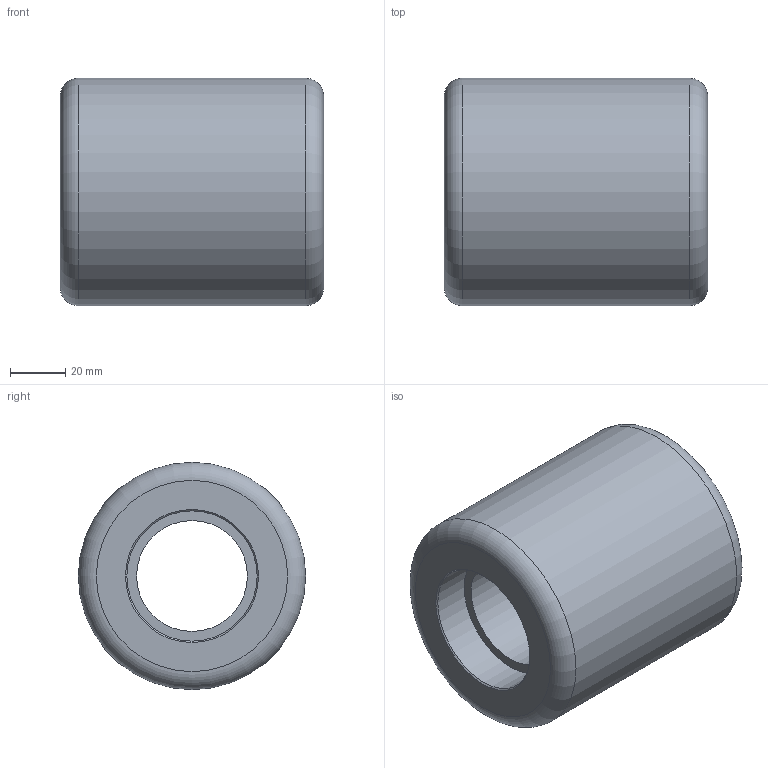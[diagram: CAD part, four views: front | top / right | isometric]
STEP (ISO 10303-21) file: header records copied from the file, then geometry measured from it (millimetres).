
FILE_DESCRIPTION (( 'STEP AP214' ), '1' );
FILE_NAME ('0017240_PAHU-082-95-KS47X14.step', '2018-02-16T12:15:12', ( '' ), ( '' ), 'SwSTEP 2.0', 'SolidWorks 2018', '' );
FILE_SCHEMA (( 'AUTOMOTIVE_DESIGN' ));
Length unit declared in the file: millimetre
Products named in the file (1): 0017240_PAHU-082-95-KS47X14
Bounding box: 95 x 82 x 82 mm (x, y, z)
Volume: 364380.3 mm3; surface area: 43514.8 mm2
Topology: 1 solids, 1 shells, 12 faces, 20 edges, 12 vertices
Faces by surface type: plane 4, cylinder 4, cone 2, torus 2
Full cylindrical faces by diameter (mm): 40 x1, 47 x2, 82 x1
Entity records: 282 total; most frequent: DIRECTION 50, CARTESIAN_POINT 37, AXIS2_PLACEMENT_3D 25, EDGE_LOOP 24, ORIENTED_EDGE 24, FACE_OUTER_BOUND 18, VERTEX_POINT 12, EDGE_CURVE 12
